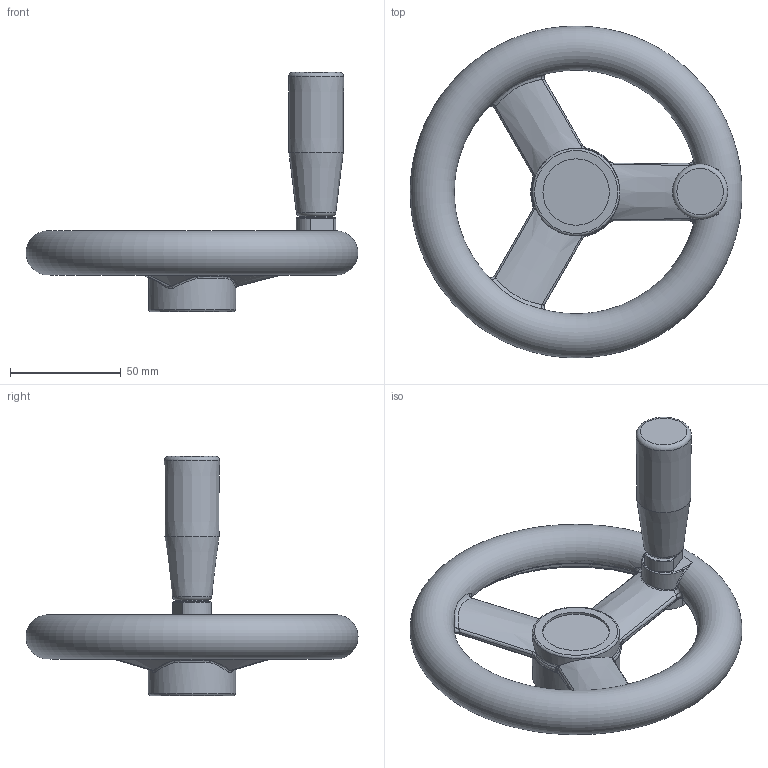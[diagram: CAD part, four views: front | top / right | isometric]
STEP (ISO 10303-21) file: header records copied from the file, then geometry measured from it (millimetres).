
FILE_DESCRIPTION( ( 'Unknown' ), '1' );
FILE_NAME( '6103015_VR150-M.stp', 'Unknown', ( 'Unknown' ), ( 'Unknown' ), 'XStep 1.0', 'Unknown', ' ' );
FILE_SCHEMA( ( 'CONFIG_CONTROL_DESIGN' ) );
Length unit declared in the file: millimetre
Products named in the file (2): 1; 2
Bounding box: 149.89 x 149.99 x 108.1 mm (x, y, z)
Volume: 189371.8 mm3; surface area: 49897.6 mm2
Topology: 2 solids, 3 shells, 185 faces, 464 edges, 286 vertices
Faces by surface type: bspline 85, plane 45, torus 22, cylinder 21, cone 11, sphere 1
Full cylindrical faces by diameter (mm): 8.3 x1, 8.7 x2, 10 x1, 10.2 x1, 12 x1, 12.8 x1, 13 x1, 13.242 x1, 25 x1, 30 x1, 34 x1, 39.5 x2
Entity records: 15474 total; most frequent: CARTESIAN_POINT 11892, ORIENTED_EDGE 854, DIRECTION 500, EDGE_CURVE 427, VERTEX_POINT 278, B_SPLINE_CURVE_WITH_KNOTS 263, AXIS2_PLACEMENT_3D 234, EDGE_LOOP 221
